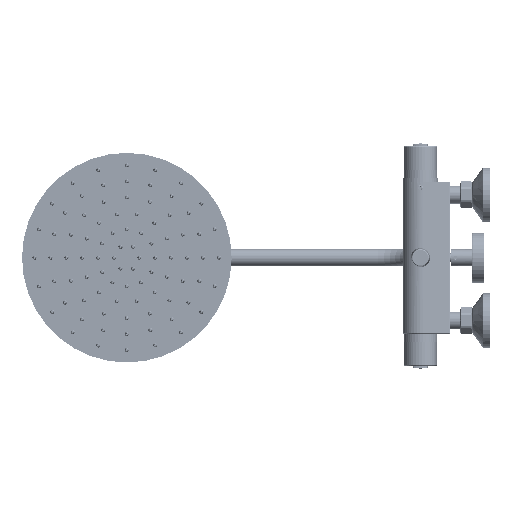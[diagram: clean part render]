
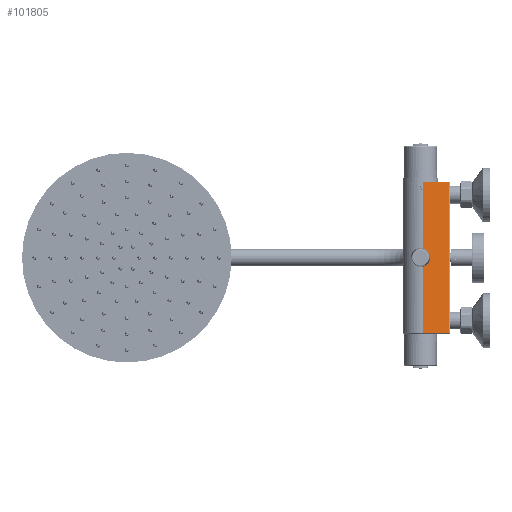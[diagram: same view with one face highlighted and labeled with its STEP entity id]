
A CAD part, left-side view. The second image highlights one B-rep face of the part: STEP entity #101805.
In plain terms, the highlighted face is planar.
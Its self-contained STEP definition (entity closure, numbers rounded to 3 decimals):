
#98650=CARTESIAN_POINT('',(-10.68,-20.727,
-3.373));
#98698=CARTESIAN_POINT('',(10.68,-20.727,
-3.373));
#98791=CARTESIAN_POINT('',(0.,-19.454,-11.2));
#98792=CARTESIAN_POINT('',(-1.376,-19.454,-11.2));
#98793=CARTESIAN_POINT('',(-3.775,-19.531,
-10.726));
#98794=CARTESIAN_POINT('',(-6.731,-19.787,
-9.152));
#98795=CARTESIAN_POINT('',(-9.109,-20.169,
-6.804));
#98796=CARTESIAN_POINT('',(-10.271,-20.516,
-4.669));
#98797=CARTESIAN_POINT('',(-10.68,-20.727,
-3.373));
#98799=CARTESIAN_POINT('',(10.68,-20.727,
-3.373));
#98800=CARTESIAN_POINT('',(10.271,-20.516,
-4.669));
#98801=CARTESIAN_POINT('',(9.109,-20.169,
-6.804));
#98802=CARTESIAN_POINT('',(6.731,-19.787,
-9.152));
#98803=CARTESIAN_POINT('',(3.775,-19.531,
-10.726));
#98804=CARTESIAN_POINT('',(1.376,-19.454,-11.2));
#98805=CARTESIAN_POINT('',(0.,-19.454,-11.2));
#98807=DIRECTION('',(1.,0.,0.));
#98808=VECTOR('',#98807,79.32);
#98809=CARTESIAN_POINT('',(10.68,-20.727,
-3.373));
#98810=LINE('',#98809,#98808);
#98811=DIRECTION('',(0.,0.161,-0.987));
#98812=VECTOR('',#98811,31.618);
#98813=CARTESIAN_POINT('',(90.,-20.727,-3.373));
#98814=LINE('',#98813,#98812);
#98815=CARTESIAN_POINT('',(89.994,-15.637,
-34.661));
#98816=CARTESIAN_POINT('',(89.996,-15.639,
-34.647));
#98817=CARTESIAN_POINT('',(89.999,-15.643,
-34.62));
#98818=CARTESIAN_POINT('',(90.,-15.647,
-34.594));
#98819=CARTESIAN_POINT('',(90.,-15.65,
-34.58));
#98821=DIRECTION('',(-1.,0.,0.));
#98822=VECTOR('',#98821,179.987);
#98823=CARTESIAN_POINT('',(89.994,-15.637,
-34.661));
#98824=LINE('',#98823,#98822);
#98825=CARTESIAN_POINT('',(-89.994,-15.637,
-34.661));
#98826=CARTESIAN_POINT('',(-89.996,-15.639,
-34.647));
#98827=CARTESIAN_POINT('',(-89.999,-15.643,
-34.619));
#98828=CARTESIAN_POINT('',(-90.,-15.648,
-34.593));
#98829=CARTESIAN_POINT('',(-90.,-15.65,
-34.58));
#98831=DIRECTION('',(0.,-0.161,0.987));
#98832=VECTOR('',#98831,31.618);
#98833=CARTESIAN_POINT('',(-90.,-15.65,
-34.58));
#98834=LINE('',#98833,#98832);
#98835=DIRECTION('',(1.,0.,0.));
#98836=VECTOR('',#98835,79.32);
#98837=CARTESIAN_POINT('',(-90.,-20.727,-3.373));
#98838=LINE('',#98837,#98836);
#101270=CARTESIAN_POINT('',(90.,-20.727,-3.373));
#101272=VERTEX_POINT('',#101270);
#101277=CARTESIAN_POINT('',(-90.,-20.727,-3.373));
#101279=VERTEX_POINT('',#101277);
#101289=CARTESIAN_POINT('',(90.,-15.65,
-34.58));
#101290=VERTEX_POINT('',#101289);
#101303=CARTESIAN_POINT('',(-90.,-15.65,
-34.58));
#101304=VERTEX_POINT('',#101303);
#101447=CARTESIAN_POINT('',(0.,-19.454,-11.2));
#101448=VERTEX_POINT('',#101447);
#101451=VERTEX_POINT('',#98650);
#101452=VERTEX_POINT('',#98698);
#101461=CARTESIAN_POINT('',(89.994,-15.637,
-34.661));
#101462=CARTESIAN_POINT('',(-89.994,-15.637,
-34.661));
#101463=VERTEX_POINT('',#101461);
#101464=VERTEX_POINT('',#101462);
#101783=CARTESIAN_POINT('',(-90.5,-20.727,-3.373));
#101784=DIRECTION('',(0.,-0.987,-0.161));
#101785=DIRECTION('',(0.,0.161,-0.987));
#101786=AXIS2_PLACEMENT_3D('',#101783,#101784,#101785);
#101787=PLANE('',#101786);
#101789=ORIENTED_EDGE('',*,*,#101788,.F.);
#101791=ORIENTED_EDGE('',*,*,#101790,.F.);
#101792=ORIENTED_EDGE('',*,*,#101686,.T.);
#101793=ORIENTED_EDGE('',*,*,#101773,.T.);
#101795=ORIENTED_EDGE('',*,*,#101794,.F.);
#101797=ORIENTED_EDGE('',*,*,#101796,.T.);
#101799=ORIENTED_EDGE('',*,*,#101798,.T.);
#101801=ORIENTED_EDGE('',*,*,#101800,.T.);
#101802=ORIENTED_EDGE('',*,*,#101675,.T.);
#101803=EDGE_LOOP('',(#101789,#101791,#101792,#101793,#101795,#101797,#101799,
#101801,#101802));
#101804=FACE_OUTER_BOUND('',#101803,.F.);
#101805=ADVANCED_FACE('',(#101804),#101787,.T.);
#98798=B_SPLINE_CURVE_WITH_KNOTS('',3,(#98791,#98792,#98793,#98794,#98795,
#98796,#98797),.UNSPECIFIED.,.F.,.F.,(4,1,1,1,4),(0.,0.25,0.5,0.75,
1.),.UNSPECIFIED.);
#98806=B_SPLINE_CURVE_WITH_KNOTS('',3,(#98799,#98800,#98801,#98802,#98803,
#98804,#98805),.UNSPECIFIED.,.F.,.F.,(4,1,1,1,4),(0.,0.25,0.5,0.75,
1.),.UNSPECIFIED.);
#98820=B_SPLINE_CURVE_WITH_KNOTS('',3,(#98815,#98816,#98817,#98818,#98819),
.UNSPECIFIED.,.F.,.F.,(4,1,4),(0.,0.5,1.),.UNSPECIFIED.);
#98830=B_SPLINE_CURVE_WITH_KNOTS('',3,(#98825,#98826,#98827,#98828,#98829),
.UNSPECIFIED.,.F.,.F.,(4,1,4),(0.,0.5,1.),.UNSPECIFIED.);
#101675=EDGE_CURVE('',#101279,#101451,#98838,.T.);
#101686=EDGE_CURVE('',#101452,#101272,#98810,.T.);
#101773=EDGE_CURVE('',#101272,#101290,#98814,.T.);
#101788=EDGE_CURVE('',#101448,#101451,#98798,.T.);
#101790=EDGE_CURVE('',#101452,#101448,#98806,.T.);
#101794=EDGE_CURVE('',#101463,#101290,#98820,.T.);
#101796=EDGE_CURVE('',#101463,#101464,#98824,.T.);
#101798=EDGE_CURVE('',#101464,#101304,#98830,.T.);
#101800=EDGE_CURVE('',#101304,#101279,#98834,.T.);
